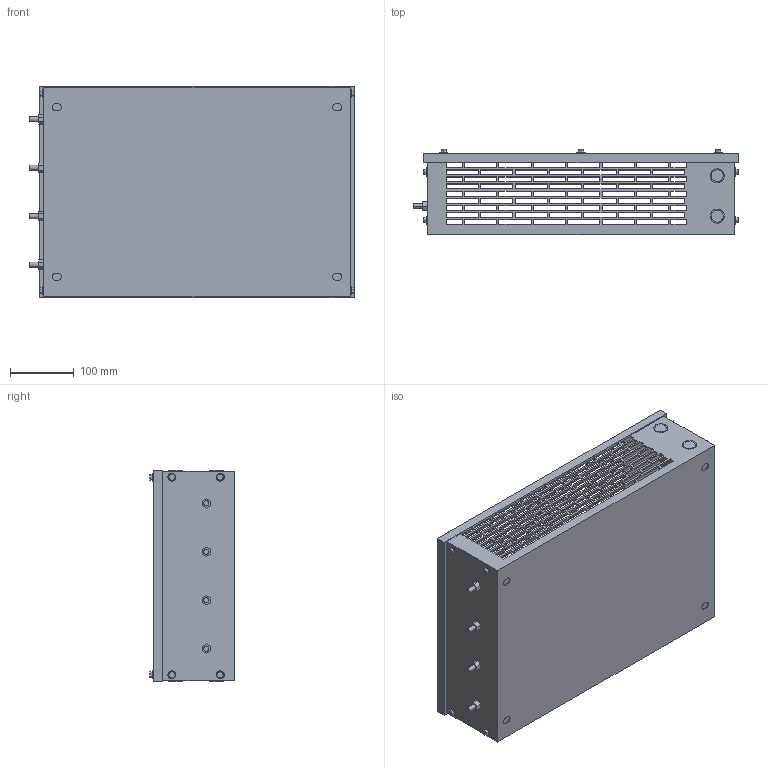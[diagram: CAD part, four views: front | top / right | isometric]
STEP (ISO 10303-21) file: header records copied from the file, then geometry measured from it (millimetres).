
FILE_DESCRIPTION (( 'STEP AP214' ), '1' );
FILE_NAME ('BR-N1-2K8W25.STEP', '2024-06-10T21:12:37', ( '' ), ( '' ), 'SwSTEP 2.0', 'SolidWorks 2021', '' );
FILE_SCHEMA (( 'AUTOMOTIVE_DESIGN' ));
Length unit declared in the file: inch
Products named in the file (1): BR-N1-2K8W25
Bounding box: 511.29 x 133.46 x 333.38 mm (x, y, z)
Volume: 1029342.6 mm3; surface area: 910710.3 mm2
Topology: 37 solids, 37 shells, 1688 faces, 4812 edges, 3208 vertices
Faces by surface type: plane 1572, cylinder 116
Entity records: 55868 total; most frequent: CARTESIAN_POINT 9709, ORIENTED_EDGE 9624, DIRECTION 8422, EDGE_CURVE 4812, LINE 4580, VECTOR 4580, VERTEX_POINT 3208, EDGE_LOOP 2410
